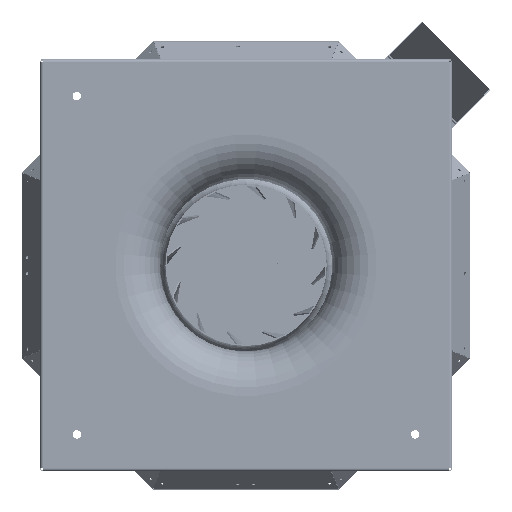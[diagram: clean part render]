
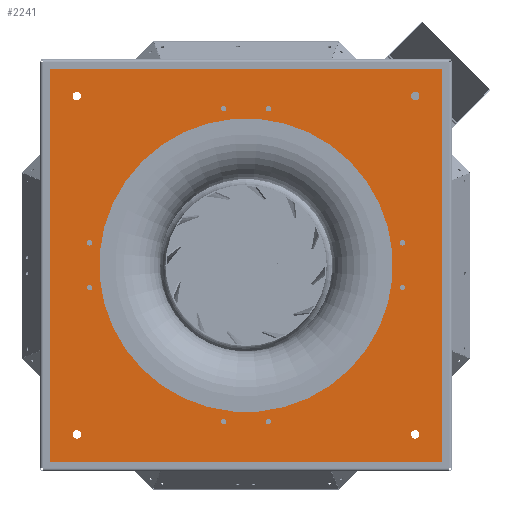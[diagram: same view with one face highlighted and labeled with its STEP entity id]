
A CAD part, top view. The second image highlights one B-rep face of the part: STEP entity #2241.
In plain terms, the highlighted planar face has unit normal (0, 0, 1).
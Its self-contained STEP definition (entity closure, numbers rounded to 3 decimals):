
#2241=ADVANCED_FACE('',(#39121,#39123,#39125,#39127,#39129,#39131,#39133,#39135,
#39137,#39139,#39141,#39143,#39145,#39147),#39149,.T.);
#39121=FACE_BOUND('',#39122,.T.);
#39122=EDGE_LOOP('',(#74529,#74530,#74531,#74532));
#39123=FACE_BOUND('',#39124,.T.);
#39124=EDGE_LOOP('',(#74533));
#39125=FACE_BOUND('',#39126,.T.);
#39126=EDGE_LOOP('',(#74534));
#39127=FACE_BOUND('',#39128,.T.);
#39128=EDGE_LOOP('',(#74535));
#39129=FACE_BOUND('',#39130,.T.);
#39130=EDGE_LOOP('',(#74536));
#39131=FACE_BOUND('',#39132,.T.);
#39132=EDGE_LOOP('',(#74537));
#39133=FACE_BOUND('',#39134,.T.);
#39134=EDGE_LOOP('',(#74538));
#39135=FACE_BOUND('',#39136,.T.);
#39136=EDGE_LOOP('',(#74539));
#39137=FACE_BOUND('',#39138,.T.);
#39138=EDGE_LOOP('',(#74540));
#39139=FACE_BOUND('',#39140,.T.);
#39140=EDGE_LOOP('',(#74541));
#39141=FACE_BOUND('',#39142,.T.);
#39142=EDGE_LOOP('',(#74542));
#39143=FACE_BOUND('',#39144,.T.);
#39144=EDGE_LOOP('',(#74543));
#39145=FACE_BOUND('',#39146,.T.);
#39146=EDGE_LOOP('',(#74544));
#39147=FACE_BOUND('',#39148,.T.);
#39148=EDGE_LOOP('',(#74545));
#39149=PLANE('',#39150);
#39150=AXIS2_PLACEMENT_3D('',#39151,#39152,#39153);
#39151=CARTESIAN_POINT('',(0.,0.,2.));
#39152=DIRECTION('',(0.,0.,1.));
#39153=DIRECTION('',(1.,0.,0.));
#74529=ORIENTED_EDGE('',*,*,#93830,.T.);
#74530=ORIENTED_EDGE('',*,*,#93831,.T.);
#74531=ORIENTED_EDGE('',*,*,#93832,.T.);
#74532=ORIENTED_EDGE('',*,*,#93833,.T.);
#74533=ORIENTED_EDGE('',*,*,#93834,.T.);
#74534=ORIENTED_EDGE('',*,*,#93497,.T.);
#74535=ORIENTED_EDGE('',*,*,#93496,.T.);
#74536=ORIENTED_EDGE('',*,*,#93495,.T.);
#74537=ORIENTED_EDGE('',*,*,#93494,.T.);
#74538=ORIENTED_EDGE('',*,*,#93493,.T.);
#74539=ORIENTED_EDGE('',*,*,#93492,.T.);
#74540=ORIENTED_EDGE('',*,*,#93491,.T.);
#74541=ORIENTED_EDGE('',*,*,#93490,.T.);
#74542=ORIENTED_EDGE('',*,*,#93489,.T.);
#74543=ORIENTED_EDGE('',*,*,#93488,.T.);
#74544=ORIENTED_EDGE('',*,*,#93487,.T.);
#74545=ORIENTED_EDGE('',*,*,#93486,.T.);
#93486=EDGE_CURVE('',#103602,#103602,#103603,.T.);
#93487=EDGE_CURVE('',#103604,#103604,#103605,.T.);
#93488=EDGE_CURVE('',#103606,#103606,#103607,.T.);
#93489=EDGE_CURVE('',#103608,#103608,#103609,.T.);
#93490=EDGE_CURVE('',#103610,#103610,#103611,.T.);
#93491=EDGE_CURVE('',#103612,#103612,#103613,.T.);
#93492=EDGE_CURVE('',#103614,#103614,#103615,.T.);
#93493=EDGE_CURVE('',#103616,#103616,#103617,.T.);
#93494=EDGE_CURVE('',#103618,#103618,#103619,.T.);
#93495=EDGE_CURVE('',#103620,#103620,#103621,.T.);
#93496=EDGE_CURVE('',#103622,#103622,#103623,.T.);
#93497=EDGE_CURVE('',#103624,#103624,#103625,.T.);
#93830=EDGE_CURVE('',#103977,#104015,#104160,.T.);
#93831=EDGE_CURVE('',#104015,#103994,#104161,.T.);
#93832=EDGE_CURVE('',#103994,#103971,#104162,.T.);
#93833=EDGE_CURVE('',#103971,#103977,#104163,.T.);
#93834=EDGE_CURVE('',#104164,#104164,#104165,.T.);
#103602=VERTEX_POINT('',#120418);
#103603=CIRCLE('',#120419,4.25);
#103604=VERTEX_POINT('',#120423);
#103605=CIRCLE('',#120424,4.25);
#103606=VERTEX_POINT('',#120428);
#103607=CIRCLE('',#120429,4.25);
#103608=VERTEX_POINT('',#120433);
#103609=CIRCLE('',#120434,4.25);
#103610=VERTEX_POINT('',#120438);
#103611=CIRCLE('',#120439,4.25);
#103612=VERTEX_POINT('',#120443);
#103613=CIRCLE('',#120444,4.25);
#103614=VERTEX_POINT('',#120448);
#103615=CIRCLE('',#120449,4.25);
#103616=VERTEX_POINT('',#120453);
#103617=CIRCLE('',#120454,4.25);
#103618=VERTEX_POINT('',#120458);
#103619=CIRCLE('',#120459,6.65);
#103620=VERTEX_POINT('',#120463);
#103621=CIRCLE('',#120464,6.65);
#103622=VERTEX_POINT('',#120468);
#103623=CIRCLE('',#120469,6.65);
#103624=VERTEX_POINT('',#120473);
#103625=CIRCLE('',#120474,6.65);
#103971=VERTEX_POINT('',#121504);
#103977=VERTEX_POINT('',#121517);
#103994=VERTEX_POINT('',#121555);
#104015=VERTEX_POINT('',#121602);
#104160=LINE('',#122020,#122021);
#104161=LINE('',#122023,#122024);
#104162=LINE('',#122026,#122027);
#104163=LINE('',#122029,#122030);
#104164=VERTEX_POINT('',#122032);
#104165=CIRCLE('',#122033,230.);
#120418=CARTESIAN_POINT('',(30.75,-245.,2.));
#120419=AXIS2_PLACEMENT_3D('',#120420,#120421,#120422);
#120420=CARTESIAN_POINT('',(35.,-245.,2.));
#120421=DIRECTION('',(-0.,-0.,-1.));
#120422=DIRECTION('',(-1.,0.,0.));
#120423=CARTESIAN_POINT('',(-39.25,-245.,2.));
#120424=AXIS2_PLACEMENT_3D('',#120425,#120426,#120427);
#120425=CARTESIAN_POINT('',(-35.,-245.,2.));
#120426=DIRECTION('',(-0.,-0.,-1.));
#120427=DIRECTION('',(-1.,0.,0.));
#120428=CARTESIAN_POINT('',(-249.25,-35.,2.));
#120429=AXIS2_PLACEMENT_3D('',#120430,#120431,#120432);
#120430=CARTESIAN_POINT('',(-245.,-35.,2.));
#120431=DIRECTION('',(-0.,-0.,-1.));
#120432=DIRECTION('',(-1.,0.,0.));
#120433=CARTESIAN_POINT('',(-249.25,35.,2.));
#120434=AXIS2_PLACEMENT_3D('',#120435,#120436,#120437);
#120435=CARTESIAN_POINT('',(-245.,35.,2.));
#120436=DIRECTION('',(-0.,-0.,-1.));
#120437=DIRECTION('',(-1.,0.,0.));
#120438=CARTESIAN_POINT('',(-39.25,245.,2.));
#120439=AXIS2_PLACEMENT_3D('',#120440,#120441,#120442);
#120440=CARTESIAN_POINT('',(-35.,245.,2.));
#120441=DIRECTION('',(-0.,-0.,-1.));
#120442=DIRECTION('',(-1.,0.,0.));
#120443=CARTESIAN_POINT('',(30.75,245.,2.));
#120444=AXIS2_PLACEMENT_3D('',#120445,#120446,#120447);
#120445=CARTESIAN_POINT('',(35.,245.,2.));
#120446=DIRECTION('',(-0.,-0.,-1.));
#120447=DIRECTION('',(-1.,0.,0.));
#120448=CARTESIAN_POINT('',(240.75,35.,2.));
#120449=AXIS2_PLACEMENT_3D('',#120450,#120451,#120452);
#120450=CARTESIAN_POINT('',(245.,35.,2.));
#120451=DIRECTION('',(-0.,-0.,-1.));
#120452=DIRECTION('',(-1.,0.,0.));
#120453=CARTESIAN_POINT('',(240.75,-35.,2.));
#120454=AXIS2_PLACEMENT_3D('',#120455,#120456,#120457);
#120455=CARTESIAN_POINT('',(245.,-35.,2.));
#120456=DIRECTION('',(-0.,-0.,-1.));
#120457=DIRECTION('',(-1.,0.,0.));
#120458=CARTESIAN_POINT('',(258.35,265.,2.));
#120459=AXIS2_PLACEMENT_3D('',#120460,#120461,#120462);
#120460=CARTESIAN_POINT('',(265.,265.,2.));
#120461=DIRECTION('',(-0.,-0.,-1.));
#120462=DIRECTION('',(-1.,0.,0.));
#120463=CARTESIAN_POINT('',(258.35,-265.,2.));
#120464=AXIS2_PLACEMENT_3D('',#120465,#120466,#120467);
#120465=CARTESIAN_POINT('',(265.,-265.,2.));
#120466=DIRECTION('',(-0.,-0.,-1.));
#120467=DIRECTION('',(-1.,0.,0.));
#120468=CARTESIAN_POINT('',(-271.65,-265.,2.));
#120469=AXIS2_PLACEMENT_3D('',#120470,#120471,#120472);
#120470=CARTESIAN_POINT('',(-265.,-265.,2.));
#120471=DIRECTION('',(-0.,-0.,-1.));
#120472=DIRECTION('',(-1.,0.,0.));
#120473=CARTESIAN_POINT('',(-271.65,265.,2.));
#120474=AXIS2_PLACEMENT_3D('',#120475,#120476,#120477);
#120475=CARTESIAN_POINT('',(-265.,265.,2.));
#120476=DIRECTION('',(-0.,-0.,-1.));
#120477=DIRECTION('',(-1.,0.,0.));
#121504=CARTESIAN_POINT('',(317.9,-317.9,2.));
#121517=CARTESIAN_POINT('',(317.9,317.9,2.));
#121555=CARTESIAN_POINT('',(-317.9,-317.9,2.));
#121602=CARTESIAN_POINT('',(-317.9,317.9,2.));
#122020=CARTESIAN_POINT('',(317.9,317.9,2.));
#122021=VECTOR('',#122022,1.);
#122022=DIRECTION('',(-1.,0.,0.));
#122023=CARTESIAN_POINT('',(-317.9,317.9,2.));
#122024=VECTOR('',#122025,1.);
#122025=DIRECTION('',(0.,-1.,0.));
#122026=CARTESIAN_POINT('',(-317.9,-317.9,2.));
#122027=VECTOR('',#122028,1.);
#122028=DIRECTION('',(1.,0.,0.));
#122029=CARTESIAN_POINT('',(317.9,-317.9,2.));
#122030=VECTOR('',#122031,1.);
#122031=DIRECTION('',(0.,1.,0.));
#122032=CARTESIAN_POINT('',(162.635,-162.635,2.));
#122033=AXIS2_PLACEMENT_3D('',#122034,#122035,#122036);
#122034=CARTESIAN_POINT('',(0.,0.,2.));
#122035=DIRECTION('',(-0.,-0.,-1.));
#122036=DIRECTION('',(0.707,-0.707,0.));
